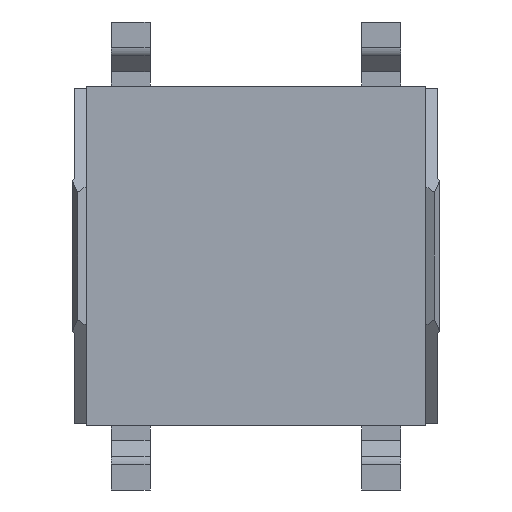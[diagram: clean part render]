
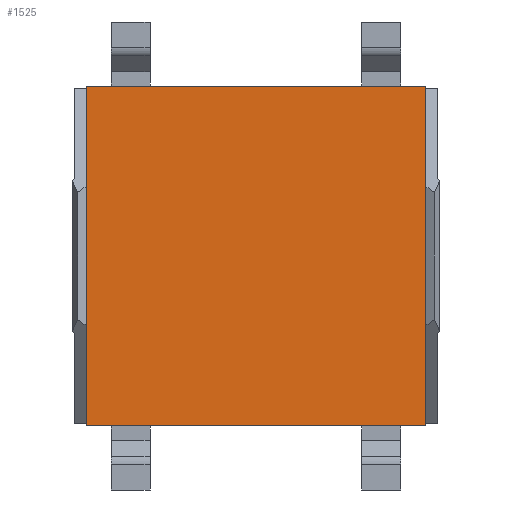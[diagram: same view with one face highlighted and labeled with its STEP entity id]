
A CAD part, front view. The second image highlights one B-rep face of the part: STEP entity #1525.
In plain terms, the highlighted planar face has unit normal (0, -1, 0).
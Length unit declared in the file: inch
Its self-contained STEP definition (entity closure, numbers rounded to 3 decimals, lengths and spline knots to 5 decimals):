
#30 = AXIS2_PLACEMENT_3D ( 'NONE', #1299, #3245, #3582 ) ;
#85 = CARTESIAN_POINT ( 'NONE',  ( 0.12008, 0., -0.12008 ) ) ;
#151 = PLANE ( 'NONE',  #30 ) ;
#407 = VECTOR ( 'NONE', #3466, 39.37008 ) ;
#460 = EDGE_CURVE ( 'NONE', #1236, #2406, #632, .T. ) ;
#495 = VECTOR ( 'NONE', #3590, 39.37008 ) ;
#542 = ORIENTED_EDGE ( 'NONE', *, *, #1885, .F. ) ;
#571 = EDGE_LOOP ( 'NONE', ( #2165, #1108, #542, #2952 ) ) ;
#632 = LINE ( 'NONE', #2531, #407 ) ;
#738 = DIRECTION ( 'NONE',  ( 0., 0., -1. ) ) ;
#947 = VECTOR ( 'NONE', #2587, 39.37008 ) ;
#989 = CARTESIAN_POINT ( 'NONE',  ( -0.12008, 0., -0.12008 ) ) ;
#1108 = ORIENTED_EDGE ( 'NONE', *, *, #460, .F. ) ;
#1236 = VERTEX_POINT ( 'NONE', #1364 ) ;
#1299 = CARTESIAN_POINT ( 'NONE',  ( 0., 0., 0. ) ) ;
#1348 = CARTESIAN_POINT ( 'NONE',  ( 0.12008, 0., 0.12008 ) ) ;
#1364 = CARTESIAN_POINT ( 'NONE',  ( -0.12008, 0., 0.12008 ) ) ;
#1525 = ADVANCED_FACE ( 'NONE', ( #2296 ), #151, .F. ) ;
#1616 = LINE ( 'NONE', #85, #3178 ) ;
#1752 = CARTESIAN_POINT ( 'NONE',  ( 0.12008, 0., -0.12008 ) ) ;
#1885 = EDGE_CURVE ( 'NONE', #3113, #1236, #2941, .T. ) ;
#1912 = LINE ( 'NONE', #989, #495 ) ;
#2103 = VERTEX_POINT ( 'NONE', #1752 ) ;
#2129 = CARTESIAN_POINT ( 'NONE',  ( -0.12008, 0., -0.12008 ) ) ;
#2165 = ORIENTED_EDGE ( 'NONE', *, *, #3297, .F. ) ;
#2296 = FACE_OUTER_BOUND ( 'NONE', #571, .T. ) ;
#2406 = VERTEX_POINT ( 'NONE', #1348 ) ;
#2531 = CARTESIAN_POINT ( 'NONE',  ( -0.12008, 0., 0.12008 ) ) ;
#2587 = DIRECTION ( 'NONE',  ( 0., 0., 1. ) ) ;
#2861 = CARTESIAN_POINT ( 'NONE',  ( -0.12008, 0., -0.12008 ) ) ;
#2941 = LINE ( 'NONE', #2861, #947 ) ;
#2952 = ORIENTED_EDGE ( 'NONE', *, *, #3497, .F. ) ;
#3113 = VERTEX_POINT ( 'NONE', #2129 ) ;
#3178 = VECTOR ( 'NONE', #738, 39.37008 ) ;
#3245 = DIRECTION ( 'NONE',  ( 0., 1., 0. ) ) ;
#3297 = EDGE_CURVE ( 'NONE', #2406, #2103, #1616, .T. ) ;
#3466 = DIRECTION ( 'NONE',  ( 1., 0., 0. ) ) ;
#3497 = EDGE_CURVE ( 'NONE', #2103, #3113, #1912, .T. ) ;
#3582 = DIRECTION ( 'NONE',  ( 1., 0., 0. ) ) ;
#3590 = DIRECTION ( 'NONE',  ( -1., 0., 0. ) ) ;
